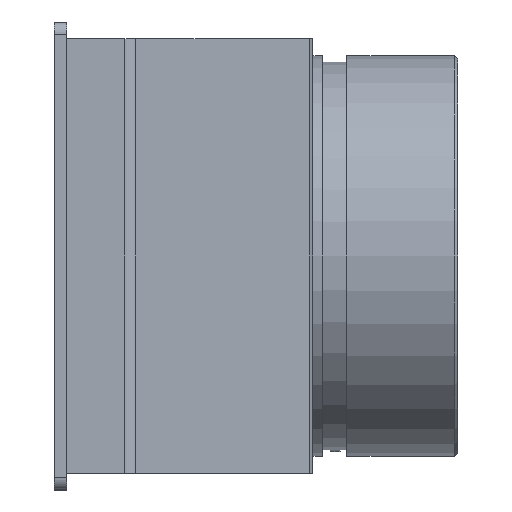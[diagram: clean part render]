
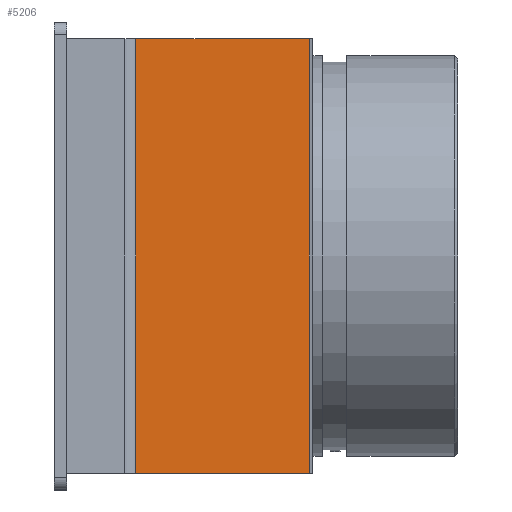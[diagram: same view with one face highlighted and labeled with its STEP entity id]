
A CAD part, left-side view. The second image highlights one B-rep face of the part: STEP entity #5206.
In plain terms, the highlighted planar face has unit normal (-0.669, -0.743, 0).
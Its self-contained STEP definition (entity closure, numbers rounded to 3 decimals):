
#2 = DIRECTION ( 'NONE',  ( 0., 0., -1. ) ) ;
#170 = DIRECTION ( 'NONE',  ( 0., 0., -1. ) ) ;
#370 = ORIENTED_EDGE ( 'NONE', *, *, #3257, .F. ) ;
#392 = ORIENTED_EDGE ( 'NONE', *, *, #2930, .T. ) ;
#557 = ORIENTED_EDGE ( 'NONE', *, *, #5415, .T. ) ;
#558 = VERTEX_POINT ( 'NONE', #3430 ) ;
#648 = DIRECTION ( 'NONE',  ( -0.669, -0.743, 0. ) ) ;
#670 = EDGE_LOOP ( 'NONE', ( #370, #2824, #557, #392 ) ) ;
#1327 = CARTESIAN_POINT ( 'NONE',  ( -41.16, 0.616, 70.5 ) ) ;
#1343 = CARTESIAN_POINT ( 'NONE',  ( -41.16, 0.616, 70.5 ) ) ;
#1485 = VECTOR ( 'NONE', #4716, 1000. ) ;
#1633 = FACE_OUTER_BOUND ( 'NONE', #670, .T. ) ;
#1888 = LINE ( 'NONE', #1327, #2479 ) ;
#2479 = VECTOR ( 'NONE', #2, 1000. ) ;
#2786 = DIRECTION ( 'NONE',  ( -0.743, 0.669, 0. ) ) ;
#2824 = ORIENTED_EDGE ( 'NONE', *, *, #2844, .F. ) ;
#2844 = EDGE_CURVE ( 'NONE', #3759, #558, #1888, .T. ) ;
#2891 = CARTESIAN_POINT ( 'NONE',  ( -73.2, 29.466, 70.5 ) ) ;
#2930 = EDGE_CURVE ( 'NONE', #5683, #5180, #4724, .T. ) ;
#2952 = CARTESIAN_POINT ( 'NONE',  ( -73.2, 29.466, 70.5 ) ) ;
#3257 = EDGE_CURVE ( 'NONE', #558, #5180, #3684, .T. ) ;
#3430 = CARTESIAN_POINT ( 'NONE',  ( -41.16, 0.616, 0. ) ) ;
#3461 = PLANE ( 'NONE',  #3588 ) ;
#3588 = AXIS2_PLACEMENT_3D ( 'NONE', #2952, #648, #5278 ) ;
#3684 = LINE ( 'NONE', #5501, #4607 ) ;
#3759 = VERTEX_POINT ( 'NONE', #1343 ) ;
#3763 = LINE ( 'NONE', #2891, #1485 ) ;
#4278 = CARTESIAN_POINT ( 'NONE',  ( -72.406, 28.751, 70.5 ) ) ;
#4427 = CARTESIAN_POINT ( 'NONE',  ( -72.406, 28.751, 0. ) ) ;
#4607 = VECTOR ( 'NONE', #2786, 1000. ) ;
#4716 = DIRECTION ( 'NONE',  ( -0.743, 0.669, 0. ) ) ;
#4724 = LINE ( 'NONE', #4278, #5918 ) ;
#5015 = CARTESIAN_POINT ( 'NONE',  ( -72.406, 28.751, 70.5 ) ) ;
#5180 = VERTEX_POINT ( 'NONE', #4427 ) ;
#5206 = ADVANCED_FACE ( 'NONE', ( #1633 ), #3461, .T. ) ;
#5278 = DIRECTION ( 'NONE',  ( 0.743, -0.669, 0. ) ) ;
#5415 = EDGE_CURVE ( 'NONE', #3759, #5683, #3763, .T. ) ;
#5501 = CARTESIAN_POINT ( 'NONE',  ( -73.2, 29.466, 0. ) ) ;
#5683 = VERTEX_POINT ( 'NONE', #5015 ) ;
#5918 = VECTOR ( 'NONE', #170, 1000. ) ;
